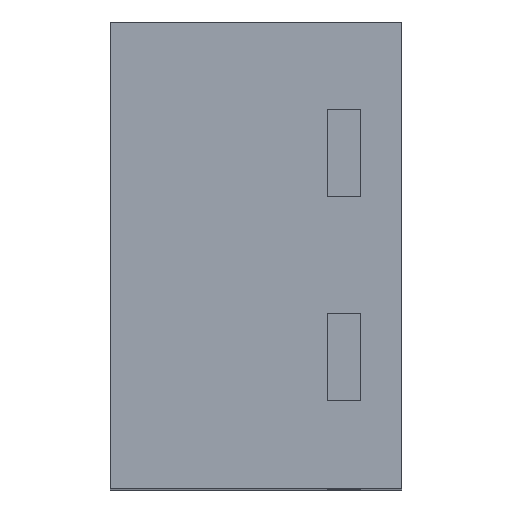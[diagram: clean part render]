
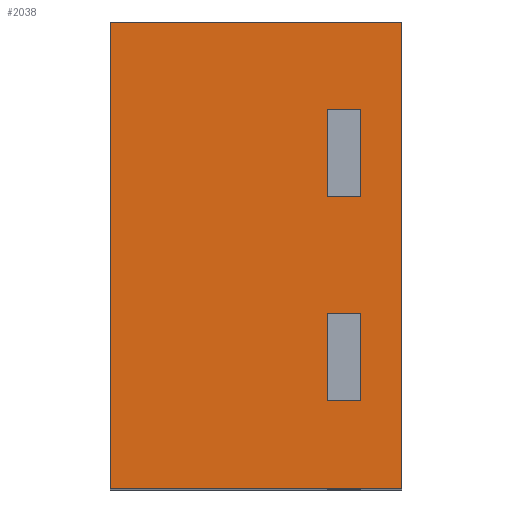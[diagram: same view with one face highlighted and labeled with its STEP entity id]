
A CAD part, top view. The second image highlights one B-rep face of the part: STEP entity #2038.
In plain terms, the highlighted planar face has unit normal (0, 0, 1).
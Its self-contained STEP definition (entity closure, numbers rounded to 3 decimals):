
#62=LINE('',#3229,#298);
#64=LINE('',#3237,#300);
#87=LINE('',#3314,#323);
#89=LINE('',#3322,#325);
#112=LINE('',#3363,#348);
#114=LINE('',#3366,#350);
#116=LINE('',#3370,#352);
#117=LINE('',#3372,#353);
#175=LINE('',#3510,#411);
#183=LINE('',#3526,#419);
#184=LINE('',#3528,#420);
#185=LINE('',#3529,#421);
#298=VECTOR('',#2660,1000.);
#300=VECTOR('',#2666,1000.);
#323=VECTOR('',#2721,1000.);
#325=VECTOR('',#2727,1000.);
#348=VECTOR('',#2778,1000.);
#350=VECTOR('',#2782,1000.);
#352=VECTOR('',#2788,1000.);
#353=VECTOR('',#2791,1000.);
#411=VECTOR('',#2917,1000.);
#419=VECTOR('',#2929,1000.);
#420=VECTOR('',#2932,1000.);
#421=VECTOR('',#2933,1000.);
#818=ORIENTED_EDGE('',*,*,#1288,.F.);
#819=ORIENTED_EDGE('',*,*,#1287,.F.);
#820=ORIENTED_EDGE('',*,*,#1289,.T.);
#821=ORIENTED_EDGE('',*,*,#1279,.T.);
#822=ORIENTED_EDGE('',*,*,#1209,.T.);
#823=ORIENTED_EDGE('',*,*,#1181,.T.);
#824=ORIENTED_EDGE('',*,*,#1208,.T.);
#825=ORIENTED_EDGE('',*,*,#1135,.T.);
#826=ORIENTED_EDGE('',*,*,#1206,.T.);
#827=ORIENTED_EDGE('',*,*,#1177,.T.);
#828=ORIENTED_EDGE('',*,*,#1204,.T.);
#829=ORIENTED_EDGE('',*,*,#1139,.T.);
#1135=EDGE_CURVE('',#1436,#1435,#62,.T.);
#1139=EDGE_CURVE('',#1440,#1439,#64,.T.);
#1177=EDGE_CURVE('',#1478,#1477,#87,.T.);
#1181=EDGE_CURVE('',#1459,#1481,#89,.T.);
#1204=EDGE_CURVE('',#1477,#1440,#112,.T.);
#1206=EDGE_CURVE('',#1439,#1478,#114,.F.);
#1208=EDGE_CURVE('',#1481,#1436,#116,.T.);
#1209=EDGE_CURVE('',#1435,#1459,#117,.F.);
#1279=EDGE_CURVE('',#1532,#1530,#175,.T.);
#1287=EDGE_CURVE('',#1537,#1536,#183,.T.);
#1288=EDGE_CURVE('',#1536,#1530,#184,.T.);
#1289=EDGE_CURVE('',#1537,#1532,#185,.T.);
#1435=VERTEX_POINT('',#3228);
#1436=VERTEX_POINT('',#3230);
#1439=VERTEX_POINT('',#3236);
#1440=VERTEX_POINT('',#3238);
#1459=VERTEX_POINT('',#3277);
#1477=VERTEX_POINT('',#3313);
#1478=VERTEX_POINT('',#3315);
#1481=VERTEX_POINT('',#3321);
#1530=VERTEX_POINT('',#3508);
#1532=VERTEX_POINT('',#3511);
#1536=VERTEX_POINT('',#3523);
#1537=VERTEX_POINT('',#3525);
#1751=EDGE_LOOP('',(#818,#819,#820,#821));
#1752=EDGE_LOOP('',(#822,#823,#824,#825));
#1753=EDGE_LOOP('',(#826,#827,#828,#829));
#1865=FACE_BOUND('',#1751,.T.);
#1866=FACE_BOUND('',#1752,.T.);
#1867=FACE_BOUND('',#1753,.T.);
#1954=PLANE('',#2564);
#2038=ADVANCED_FACE('',(#1865,#1866,#1867),#1954,.T.);
#2564=AXIS2_PLACEMENT_3D('',#3527,#2930,#2931);
#2660=DIRECTION('',(0.,1.,0.));
#2666=DIRECTION('',(0.,1.,0.));
#2721=DIRECTION('',(0.,-1.,0.));
#2727=DIRECTION('',(0.,-1.,0.));
#2778=DIRECTION('',(-1.,0.,0.));
#2782=DIRECTION('',(-1.,0.,0.));
#2788=DIRECTION('',(-1.,0.,0.));
#2791=DIRECTION('',(-1.,0.,0.));
#2917=DIRECTION('',(-1.,0.,0.));
#2929=DIRECTION('',(-1.,0.,0.));
#2930=DIRECTION('',(0.,0.,1.));
#2931=DIRECTION('',(1.,0.,0.));
#2932=DIRECTION('',(0.,1.,0.));
#2933=DIRECTION('',(0.,1.,0.));
#3228=CARTESIAN_POINT('',(0.373,0.25,0.8));
#3229=CARTESIAN_POINT('',(0.373,-0.4,0.8));
#3230=CARTESIAN_POINT('',(0.373,0.1,0.8));
#3236=CARTESIAN_POINT('',(0.373,-0.1,0.8));
#3237=CARTESIAN_POINT('',(0.373,-0.4,0.8));
#3238=CARTESIAN_POINT('',(0.373,-0.25,0.8));
#3277=CARTESIAN_POINT('',(0.43,0.25,0.8));
#3313=CARTESIAN_POINT('',(0.43,-0.25,0.8));
#3314=CARTESIAN_POINT('',(0.43,-0.1,0.8));
#3315=CARTESIAN_POINT('',(0.43,-0.1,0.8));
#3321=CARTESIAN_POINT('',(0.43,0.1,0.8));
#3322=CARTESIAN_POINT('',(0.43,0.25,0.8));
#3363=CARTESIAN_POINT('',(0.43,-0.25,0.8));
#3366=CARTESIAN_POINT('',(0.43,-0.1,0.8));
#3370=CARTESIAN_POINT('',(0.43,0.1,0.8));
#3372=CARTESIAN_POINT('',(0.43,0.25,0.8));
#3508=CARTESIAN_POINT('',(0.,0.4,0.8));
#3510=CARTESIAN_POINT('',(0.5,0.4,0.8));
#3511=CARTESIAN_POINT('',(0.5,0.4,0.8));
#3523=CARTESIAN_POINT('',(0.,-0.4,0.8));
#3525=CARTESIAN_POINT('',(0.5,-0.4,0.8));
#3526=CARTESIAN_POINT('',(0.5,-0.4,0.8));
#3527=CARTESIAN_POINT('',(0.5,-0.4,0.8));
#3528=CARTESIAN_POINT('',(0.,-0.4,0.8));
#3529=CARTESIAN_POINT('',(0.5,-0.4,0.8));
